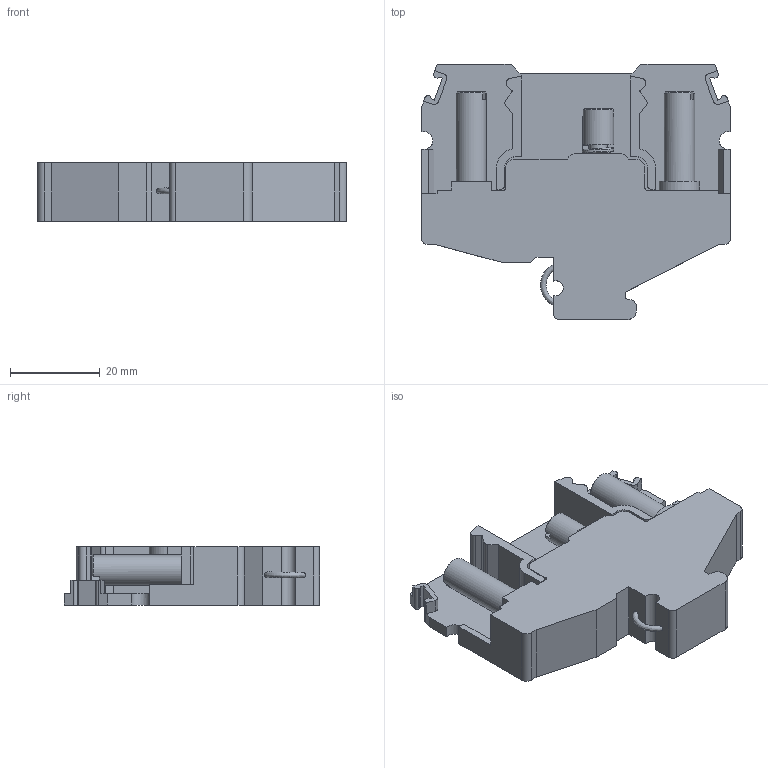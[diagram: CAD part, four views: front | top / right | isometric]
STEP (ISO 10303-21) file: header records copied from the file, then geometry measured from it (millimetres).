
FILE_DESCRIPTION(/* description */ ('Unknown'),/* implementation_level */ '2;1');
FILE_NAME(/* name */ 'CATDM4_3D_SOLID',/* time_stamp */ '2025-03-16T11:52:43+05:00',/* author */ ('Unknown'),/* organization */ ('Unknown'),/* preprocessor_version */ 'ST-DEVELOPER v16.7',/* originating_system */ 'Solid Edge',/* authorisation */ 'Unknown');
FILE_SCHEMA (('AUTOMOTIVE_DESIGN {1 0 10303 214 3 1 1}'));
Length unit declared in the file: millimetre
Products named in the file (1): CATDM4_3D_SOLID
Bounding box: 69 x 57 x 13 mm (x, y, z)
Volume: 27024.7 mm3; surface area: 12187.6 mm2
Topology: 1 solids, 1 shells, 186 faces, 535 edges, 356 vertices
Faces by surface type: plane 124, cylinder 46, cone 9, bspline 7
Full cylindrical faces by diameter (mm): 3.242 x2, 4 x3, 6.8 x2, 6.85 x1, 9 x1
Entity records: 7695 total; most frequent: CARTESIAN_POINT 1591, ORIENTED_EDGE 1022, DIRECTION 945, EDGE_CURVE 511, LINE 359, VECTOR 359, VERTEX_POINT 346, AXIS2_PLACEMENT_3D 293
